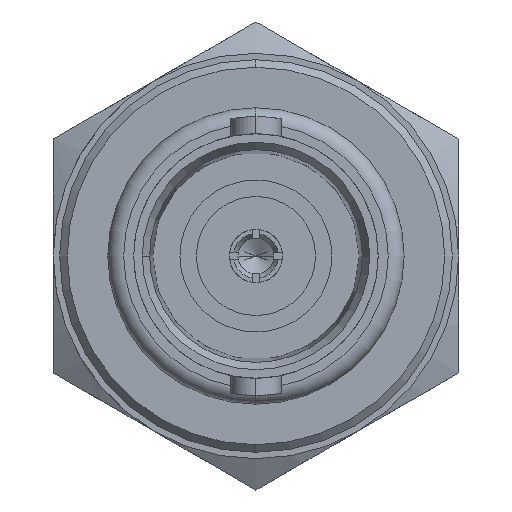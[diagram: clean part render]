
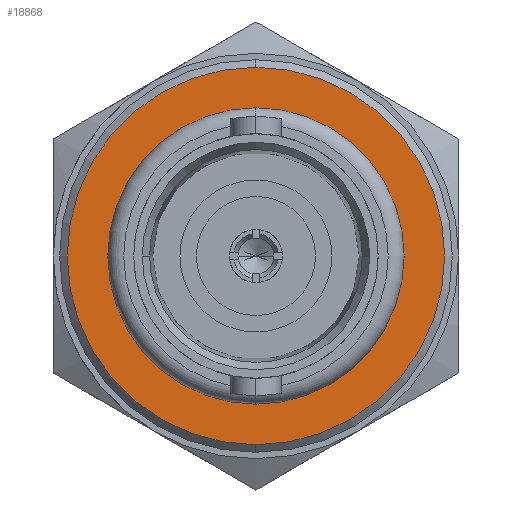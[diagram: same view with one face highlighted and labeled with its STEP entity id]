
A CAD part, left-side view. The second image highlights one B-rep face of the part: STEP entity #18868.
In plain terms, the highlighted planar face has unit normal (-1, 0, 0).
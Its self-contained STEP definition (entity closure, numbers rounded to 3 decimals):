
#6642=CARTESIAN_POINT('',(84.344,33.258,0.));
#6643=DIRECTION('',(-1.,0.,0.));
#6644=DIRECTION('',(0.,0.,-1.));
#6645=AXIS2_PLACEMENT_3D('',#6642,#6643,#6644);
#6647=CARTESIAN_POINT('',(84.344,33.258,
0.));
#6648=DIRECTION('',(-1.,0.,0.));
#6649=DIRECTION('',(0.,0.,1.));
#6650=AXIS2_PLACEMENT_3D('',#6647,#6648,#6649);
#6679=CARTESIAN_POINT('',(84.344,33.258,0.));
#6680=DIRECTION('',(1.,0.,0.));
#6681=DIRECTION('',(0.,0.,-1.));
#6682=AXIS2_PLACEMENT_3D('',#6679,#6680,#6681);
#6697=CARTESIAN_POINT('',(84.344,33.258,0.));
#6698=DIRECTION('',(-1.,0.,0.));
#6699=DIRECTION('',(0.,0.,-1.));
#6700=AXIS2_PLACEMENT_3D('',#6697,#6698,#6699);
#9380=CARTESIAN_POINT('',(84.344,33.258,-5.85));
#9381=CARTESIAN_POINT('',(84.344,33.258,5.85));
#9382=VERTEX_POINT('',#9380);
#9383=VERTEX_POINT('',#9381);
#9384=CARTESIAN_POINT('',(84.344,33.258,-7.45));
#9385=CARTESIAN_POINT('',(84.344,33.258,7.45));
#9386=VERTEX_POINT('',#9384);
#9387=VERTEX_POINT('',#9385);
#18852=CARTESIAN_POINT('',(84.344,33.258,0.));
#18853=DIRECTION('',(1.,0.,0.));
#18854=DIRECTION('',(0.,0.,1.));
#18855=AXIS2_PLACEMENT_3D('',#18852,#18853,#18854);
#18856=PLANE('',#18855);
#18858=ORIENTED_EDGE('',*,*,#18857,.F.);
#18859=ORIENTED_EDGE('',*,*,#18842,.F.);
#18860=EDGE_LOOP('',(#18858,#18859));
#18861=FACE_OUTER_BOUND('',#18860,.F.);
#18863=ORIENTED_EDGE('',*,*,#18862,.F.);
#18865=ORIENTED_EDGE('',*,*,#18864,.T.);
#18866=EDGE_LOOP('',(#18863,#18865));
#18867=FACE_BOUND('',#18866,.F.);
#18868=ADVANCED_FACE('',(#18861,#18867),#18856,.F.);
#6646=CIRCLE('',#6645,7.45);
#6651=CIRCLE('',#6650,7.45);
#6683=CIRCLE('',#6682,5.85);
#6701=CIRCLE('',#6700,5.85);
#18842=EDGE_CURVE('',#9387,#9386,#6651,.T.);
#18857=EDGE_CURVE('',#9386,#9387,#6646,.T.);
#18862=EDGE_CURVE('',#9382,#9383,#6683,.T.);
#18864=EDGE_CURVE('',#9382,#9383,#6701,.T.);
